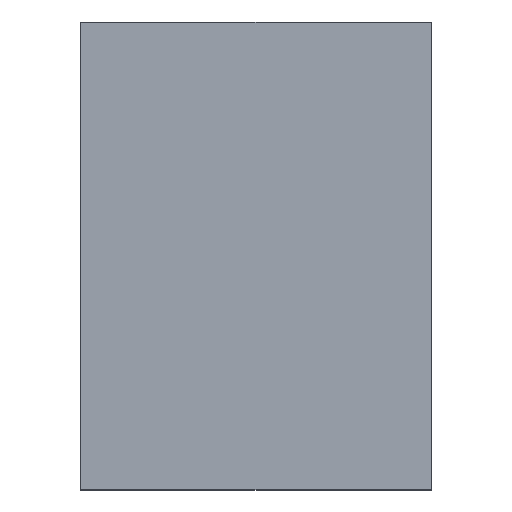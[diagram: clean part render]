
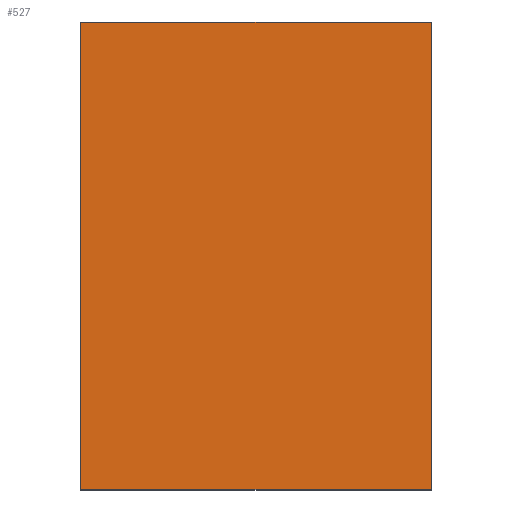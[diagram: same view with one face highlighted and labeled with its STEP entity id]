
A CAD part, top view. The second image highlights one B-rep face of the part: STEP entity #527.
In plain terms, the highlighted planar face has unit normal (0, 0, 1).
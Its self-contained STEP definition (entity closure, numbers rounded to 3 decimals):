
#527=ADVANCED_FACE('',(#605),#606,.T.);
#605=FACE_OUTER_BOUND('',#734,.T.);
#606=PLANE('',#735);
#734=EDGE_LOOP('',(#922,#923,#924,#925));
#735=AXIS2_PLACEMENT_3D('',#926,#927,#928);
#922=ORIENTED_EDGE('',*,*,#1365,.T.);
#923=ORIENTED_EDGE('',*,*,#1366,.T.);
#924=ORIENTED_EDGE('',*,*,#1367,.F.);
#925=ORIENTED_EDGE('',*,*,#1364,.F.);
#926=CARTESIAN_POINT('',(6.0,0.5,12.0));
#927=DIRECTION('',(0.0,0.,1.0));
#928=DIRECTION('',(0.0,1.0,0.));
#1364=EDGE_CURVE('',#1548,#1546,#1550,.T.);
#1365=EDGE_CURVE('',#1548,#1551,#1552,.T.);
#1366=EDGE_CURVE('',#1551,#1553,#1554,.T.);
#1367=EDGE_CURVE('',#1546,#1553,#1555,.T.);
#1546=VERTEX_POINT('',#1838);
#1548=VERTEX_POINT('',#1841);
#1550=LINE('',#1844,#1845);
#1551=VERTEX_POINT('',#1846);
#1552=LINE('',#1847,#1848);
#1553=VERTEX_POINT('',#1849);
#1554=LINE('',#1850,#1851);
#1555=LINE('',#1852,#1853);
#1838=CARTESIAN_POINT('',(-6.0,-7.5,12.0));
#1841=CARTESIAN_POINT('',(6.0,-7.5,12.0));
#1844=CARTESIAN_POINT('',(6.0,-7.5,12.0));
#1845=VECTOR('',#2196,1.0);
#1846=CARTESIAN_POINT('',(6.0,8.5,12.0));
#1847=CARTESIAN_POINT('',(6.0,0.5,12.0));
#1848=VECTOR('',#2197,1.0);
#1849=CARTESIAN_POINT('',(-6.0,8.5,12.0));
#1850=CARTESIAN_POINT('',(6.0,8.5,12.0));
#1851=VECTOR('',#2198,1.0);
#1852=CARTESIAN_POINT('',(-6.0,0.5,12.0));
#1853=VECTOR('',#2199,1.0);
#2196=DIRECTION('',(-1.0,0.0,0.0));
#2197=DIRECTION('',(0.0,1.0,0.));
#2198=DIRECTION('',(-1.0,0.0,0.0));
#2199=DIRECTION('',(0.0,1.0,0.));
